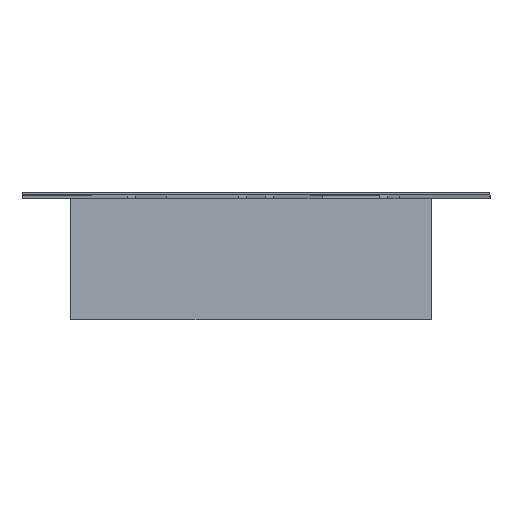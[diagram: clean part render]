
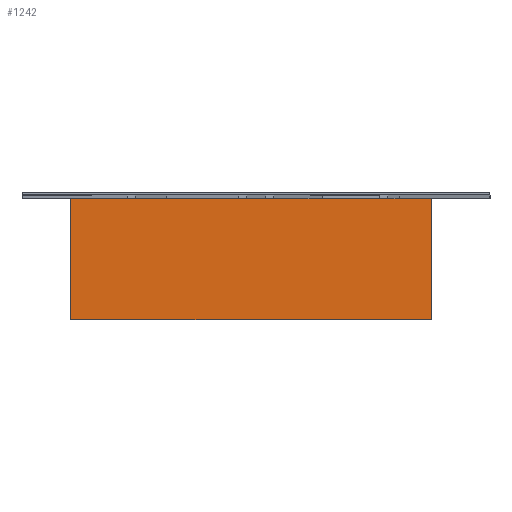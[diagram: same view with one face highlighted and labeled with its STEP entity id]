
A CAD part, top view. The second image highlights one B-rep face of the part: STEP entity #1242.
In plain terms, the highlighted planar face has unit normal (0, 0, 1).
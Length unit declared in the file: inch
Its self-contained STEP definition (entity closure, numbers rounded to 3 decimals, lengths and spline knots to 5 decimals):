
#58=FACE_OUTER_BOUND('',#119,.T.);
#119=EDGE_LOOP('',(#940,#941,#942,#943,#944,#945,#946,#947));
#216=LINE('',#1787,#393);
#220=LINE('',#1796,#397);
#261=LINE('',#1872,#438);
#262=LINE('',#1874,#439);
#263=LINE('',#1876,#440);
#264=LINE('',#1878,#441);
#265=LINE('',#1880,#442);
#266=LINE('',#1881,#443);
#393=VECTOR('',#1451,0.3937);
#397=VECTOR('',#1457,0.3937);
#438=VECTOR('',#1528,0.3937);
#439=VECTOR('',#1529,0.3937);
#440=VECTOR('',#1530,0.3937);
#441=VECTOR('',#1531,0.3937);
#442=VECTOR('',#1532,0.3937);
#443=VECTOR('',#1533,0.3937);
#559=VERTEX_POINT('',#1785);
#560=VERTEX_POINT('',#1786);
#563=VERTEX_POINT('',#1794);
#564=VERTEX_POINT('',#1795);
#585=VERTEX_POINT('',#1873);
#586=VERTEX_POINT('',#1875);
#587=VERTEX_POINT('',#1877);
#588=VERTEX_POINT('',#1879);
#688=EDGE_CURVE('',#559,#560,#216,.T.);
#692=EDGE_CURVE('',#563,#564,#220,.T.);
#733=EDGE_CURVE('',#564,#559,#261,.T.);
#734=EDGE_CURVE('',#560,#585,#262,.T.);
#735=EDGE_CURVE('',#585,#586,#263,.T.);
#736=EDGE_CURVE('',#587,#586,#264,.T.);
#737=EDGE_CURVE('',#588,#587,#265,.T.);
#738=EDGE_CURVE('',#588,#563,#266,.T.);
#940=ORIENTED_EDGE('',*,*,#692,.T.);
#941=ORIENTED_EDGE('',*,*,#733,.T.);
#942=ORIENTED_EDGE('',*,*,#688,.T.);
#943=ORIENTED_EDGE('',*,*,#734,.T.);
#944=ORIENTED_EDGE('',*,*,#735,.T.);
#945=ORIENTED_EDGE('',*,*,#736,.F.);
#946=ORIENTED_EDGE('',*,*,#737,.F.);
#947=ORIENTED_EDGE('',*,*,#738,.T.);
#1181=PLANE('',#1318);
#1242=ADVANCED_FACE('',(#58),#1181,.T.);
#1318=AXIS2_PLACEMENT_3D('',#1871,#1526,#1527);
#1451=DIRECTION('',(0.,1.,0.));
#1457=DIRECTION('',(0.,-1.,0.));
#1526=DIRECTION('center_axis',(0.,0.,1.));
#1527=DIRECTION('ref_axis',(-1.,0.,0.));
#1528=DIRECTION('',(-1.,0.,0.));
#1529=DIRECTION('',(-1.,0.,0.));
#1530=DIRECTION('',(0.,-1.,0.));
#1531=DIRECTION('',(-1.,0.,0.));
#1532=DIRECTION('',(0.,-1.,0.));
#1533=DIRECTION('',(-1.,0.,0.));
#1785=CARTESIAN_POINT('',(34.28793,-0.75,19.5));
#1786=CARTESIAN_POINT('',(34.28793,0.,19.5));
#1787=CARTESIAN_POINT('',(34.28793,0.,19.5));
#1794=CARTESIAN_POINT('',(34.31538,0.,19.5));
#1795=CARTESIAN_POINT('',(34.31538,-0.75,19.5));
#1796=CARTESIAN_POINT('',(34.31538,0.,19.5));
#1871=CARTESIAN_POINT('Origin',(84.,0.,19.5));
#1872=CARTESIAN_POINT('',(54.742,-0.75,19.5));
#1873=CARTESIAN_POINT('',(10.,0.,19.5));
#1874=CARTESIAN_POINT('',(84.,0.,19.5));
#1875=CARTESIAN_POINT('',(10.,-25.5,19.5));
#1876=CARTESIAN_POINT('',(10.,0.,19.5));
#1877=CARTESIAN_POINT('',(84.,-25.5,19.5));
#1878=CARTESIAN_POINT('',(84.,-25.5,19.5));
#1879=CARTESIAN_POINT('',(84.,0.,19.5));
#1880=CARTESIAN_POINT('',(84.,0.,19.5));
#1881=CARTESIAN_POINT('',(84.,0.,19.5));
